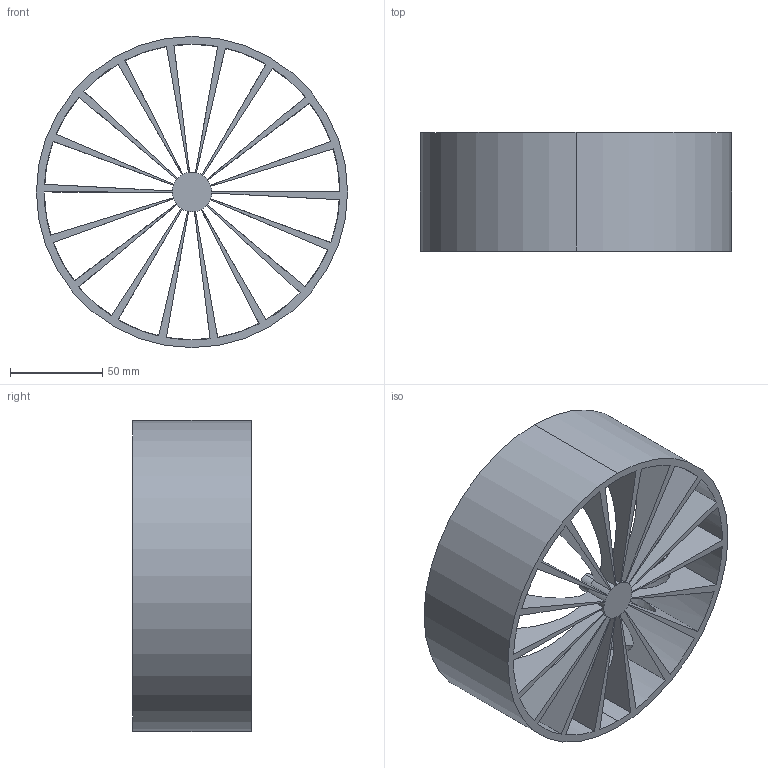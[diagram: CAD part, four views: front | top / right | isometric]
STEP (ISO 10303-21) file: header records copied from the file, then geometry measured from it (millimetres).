
FILE_DESCRIPTION (( 'STEP AP214' ), '1' );
FILE_NAME ('demo-whell.STEP', '2023-12-02T10:52:16', ( '' ), ( '' ), 'SwSTEP 2.0', 'SolidWorks 2023', '' );
FILE_SCHEMA (( 'AUTOMOTIVE_DESIGN' ));
Length unit declared in the file: millimetre
Products named in the file (1): demo-whell
Bounding box: 168.3 x 64.13 x 168.3 mm (x, y, z)
Volume: 201259.1 mm3; surface area: 113642 mm2
Topology: 1 solids, 1 shells, 66 faces, 240 edges, 159 vertices
Faces by surface type: plane 39, cylinder 25, bspline 2
Entity records: 2786 total; most frequent: CARTESIAN_POINT 654, ORIENTED_EDGE 480, DIRECTION 419, EDGE_CURVE 240, VERTEX_POINT 159, AXIS2_PLACEMENT_3D 152, VECTOR 115, LINE 115
